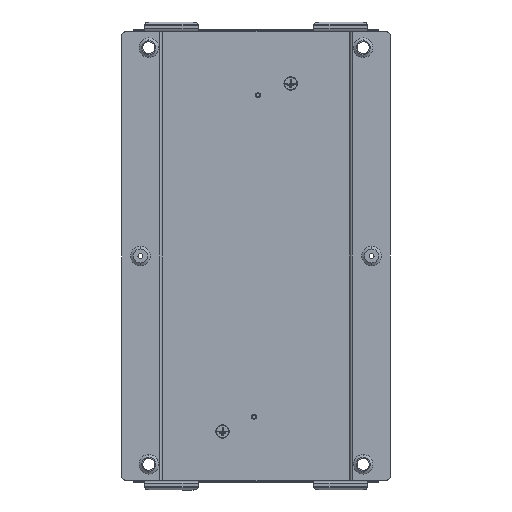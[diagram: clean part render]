
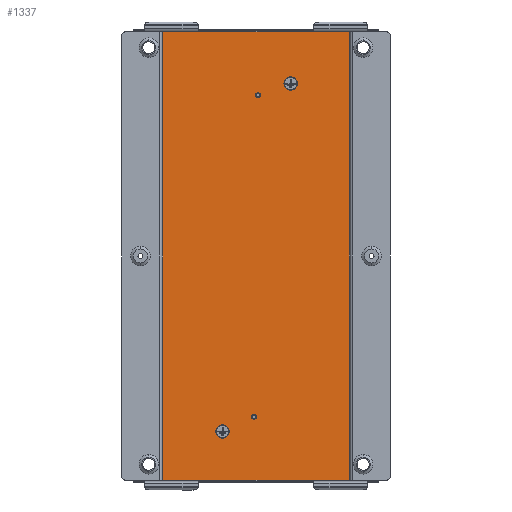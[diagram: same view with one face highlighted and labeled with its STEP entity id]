
A CAD part, front view. The second image highlights one B-rep face of the part: STEP entity #1337.
In plain terms, the highlighted planar face has unit normal (0, -1, 0).
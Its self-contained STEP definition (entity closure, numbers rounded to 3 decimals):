
#426 = VERTEX_POINT ( 'NONE', #3445 ) ;
#1337 = ADVANCED_FACE ( 'NONE', ( #11160 ), #8610, .T. ) ;
#2040 = DIRECTION ( 'NONE',  ( -1., 0., 0. ) ) ;
#2216 = AXIS2_PLACEMENT_3D ( 'NONE', #16714, #16630, #16536 ) ;
#2395 = ORIENTED_EDGE ( 'NONE', *, *, #8845, .F. ) ;
#2428 = VECTOR ( 'NONE', #13087, 1000. ) ;
#2499 = EDGE_CURVE ( 'NONE', #5722, #426, #16118, .T. ) ;
#2847 = CARTESIAN_POINT ( 'NONE',  ( 138.75, -1.5, 337. ) ) ;
#3445 = CARTESIAN_POINT ( 'NONE',  ( 138.75, -1.5, -334. ) ) ;
#4509 = VERTEX_POINT ( 'NONE', #16620 ) ;
#4734 = EDGE_CURVE ( 'NONE', #8855, #5722, #16154, .T. ) ;
#4770 = CARTESIAN_POINT ( 'NONE',  ( -138.75, -1.5, 334. ) ) ;
#5103 = LINE ( 'NONE', #10605, #2428 ) ;
#5328 = ORIENTED_EDGE ( 'NONE', *, *, #2499, .F. ) ;
#5722 = VERTEX_POINT ( 'NONE', #17246 ) ;
#6164 = LINE ( 'NONE', #14081, #11557 ) ;
#7335 = ORIENTED_EDGE ( 'NONE', *, *, #10776, .F. ) ;
#7993 = CARTESIAN_POINT ( 'NONE',  ( -138.75, -1.5, 334. ) ) ;
#8610 = PLANE ( 'NONE',  #2216 ) ;
#8845 = EDGE_CURVE ( 'NONE', #426, #4509, #6164, .T. ) ;
#8855 = VERTEX_POINT ( 'NONE', #4770 ) ;
#9369 = DIRECTION ( 'NONE',  ( 1., 0., 0. ) ) ;
#9411 = DIRECTION ( 'NONE',  ( 0., 0., -1. ) ) ;
#10605 = CARTESIAN_POINT ( 'NONE',  ( -138.75, -1.5, -337. ) ) ;
#10776 = EDGE_CURVE ( 'NONE', #4509, #8855, #5103, .T. ) ;
#11160 = FACE_OUTER_BOUND ( 'NONE', #14064, .T. ) ;
#11174 = VECTOR ( 'NONE', #9369, 1000. ) ;
#11557 = VECTOR ( 'NONE', #2040, 1000. ) ;
#13087 = DIRECTION ( 'NONE',  ( 0., 0., 1. ) ) ;
#14064 = EDGE_LOOP ( 'NONE', ( #7335, #2395, #5328, #15503 ) ) ;
#14081 = CARTESIAN_POINT ( 'NONE',  ( 138.75, -1.5, -334. ) ) ;
#15503 = ORIENTED_EDGE ( 'NONE', *, *, #4734, .F. ) ;
#16118 = LINE ( 'NONE', #2847, #16273 ) ;
#16154 = LINE ( 'NONE', #7993, #11174 ) ;
#16273 = VECTOR ( 'NONE', #9411, 1000. ) ;
#16536 = DIRECTION ( 'NONE',  ( 0., 0., -1. ) ) ;
#16620 = CARTESIAN_POINT ( 'NONE',  ( -138.75, -1.5, -334. ) ) ;
#16630 = DIRECTION ( 'NONE',  ( 0., -1., 0. ) ) ;
#16714 = CARTESIAN_POINT ( 'NONE',  ( 0., -1.5, 0. ) ) ;
#17246 = CARTESIAN_POINT ( 'NONE',  ( 138.75, -1.5, 334. ) ) ;
